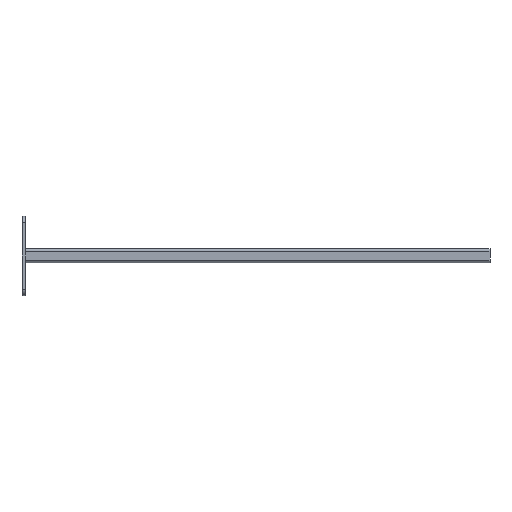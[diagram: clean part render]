
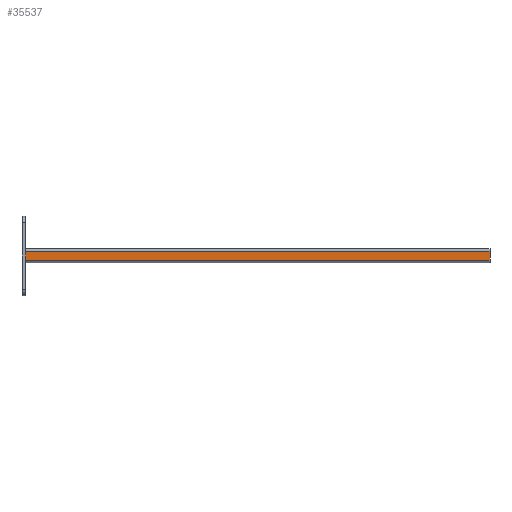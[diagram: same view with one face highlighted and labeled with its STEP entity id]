
A CAD part, front view. The second image highlights one B-rep face of the part: STEP entity #35537.
In plain terms, the highlighted face is planar.
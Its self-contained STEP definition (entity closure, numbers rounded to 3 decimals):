
#2667 = PLANE ( 'NONE',  #30339 ) ;
#3095 = CARTESIAN_POINT ( 'NONE',  ( 20.5, 3.75, -350. ) ) ;
#6110 = LINE ( 'NONE', #3095, #38254 ) ;
#6833 = VERTEX_POINT ( 'NONE', #32839 ) ;
#7348 = VECTOR ( 'NONE', #39132, 1000. ) ;
#8112 = CARTESIAN_POINT ( 'NONE',  ( 20.5, 3.75, -700. ) ) ;
#8551 = LINE ( 'NONE', #15269, #12611 ) ;
#8785 = VERTEX_POINT ( 'NONE', #8112 ) ;
#8810 = DIRECTION ( 'NONE',  ( 0., 0., 1. ) ) ;
#10083 = VERTEX_POINT ( 'NONE', #18410 ) ;
#10849 = EDGE_CURVE ( 'NONE', #10083, #33486, #8551, .T. ) ;
#12345 = DIRECTION ( 'NONE',  ( -1., 0., 0. ) ) ;
#12611 = VECTOR ( 'NONE', #18773, 1000. ) ;
#12908 = FACE_OUTER_BOUND ( 'NONE', #29751, .T. ) ;
#15269 = CARTESIAN_POINT ( 'NONE',  ( 20.5, 0., 0. ) ) ;
#16123 = LINE ( 'NONE', #19581, #34226 ) ;
#17937 = LINE ( 'NONE', #35908, #7348 ) ;
#18405 = ORIENTED_EDGE ( 'NONE', *, *, #10849, .F. ) ;
#18410 = CARTESIAN_POINT ( 'NONE',  ( 20.5, 3.75, 0. ) ) ;
#18773 = DIRECTION ( 'NONE',  ( 0., 1., 0. ) ) ;
#19581 = CARTESIAN_POINT ( 'NONE',  ( 20.5, 0., -700. ) ) ;
#22812 = DIRECTION ( 'NONE',  ( 0., 1., 0. ) ) ;
#23755 = EDGE_CURVE ( 'NONE', #8785, #6833, #16123, .T. ) ;
#24439 = EDGE_CURVE ( 'NONE', #6833, #33486, #17937, .T. ) ;
#27375 = DIRECTION ( 'NONE',  ( 0., 0., -1. ) ) ;
#28361 = CARTESIAN_POINT ( 'NONE',  ( 20.5, 0., -350. ) ) ;
#29751 = EDGE_LOOP ( 'NONE', ( #18405, #33150, #35021, #36367 ) ) ;
#30339 = AXIS2_PLACEMENT_3D ( 'NONE', #28361, #12345, #27375 ) ;
#32784 = EDGE_CURVE ( 'NONE', #8785, #10083, #6110, .T. ) ;
#32839 = CARTESIAN_POINT ( 'NONE',  ( 20.5, 17.25, -700. ) ) ;
#32942 = CARTESIAN_POINT ( 'NONE',  ( 20.5, 17.25, 0. ) ) ;
#33150 = ORIENTED_EDGE ( 'NONE', *, *, #32784, .F. ) ;
#33486 = VERTEX_POINT ( 'NONE', #32942 ) ;
#34226 = VECTOR ( 'NONE', #22812, 1000. ) ;
#35021 = ORIENTED_EDGE ( 'NONE', *, *, #23755, .T. ) ;
#35537 = ADVANCED_FACE ( 'NONE', ( #12908 ), #2667, .F. ) ;
#35908 = CARTESIAN_POINT ( 'NONE',  ( 20.5, 17.25, -350. ) ) ;
#36367 = ORIENTED_EDGE ( 'NONE', *, *, #24439, .T. ) ;
#38254 = VECTOR ( 'NONE', #8810, 1000. ) ;
#39132 = DIRECTION ( 'NONE',  ( 0., 0., 1. ) ) ;
